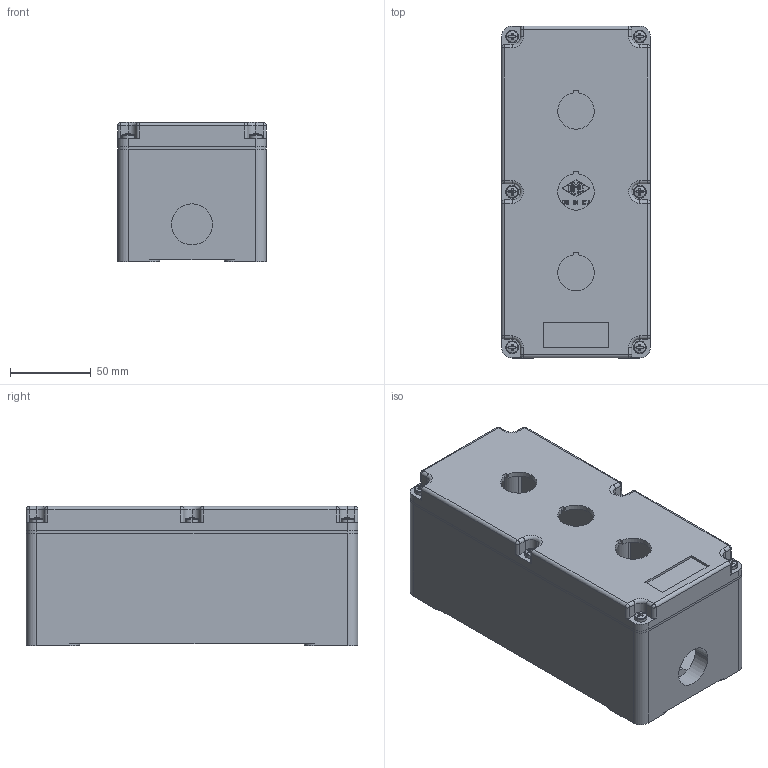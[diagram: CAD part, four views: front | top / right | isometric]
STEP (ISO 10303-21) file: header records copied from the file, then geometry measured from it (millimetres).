
FILE_DESCRIPTION(('Creo Elements/Direct Modeling STEP Export'),'2;1');
FILE_NAME('A2B_0920.03.stp','2011-09-07T10:27:35',(''),(''),'Creo Elements/Direct Modeling STEP processor for AP214 (Solid Model)','Creo Elements/Direct Modeling 17.0C 05-Feb-2011 (C) Parametric Technology GmbH','');
FILE_SCHEMA(('AUTOMOTIVE_DESIGN { 1 0 10303 214 1 1 1 1 }'));
Length unit declared in the file: millimetre
Products named in the file (6): COPERCHIO_C_0920.03; CASSETTA_B_0920; GUARNIZIONE_0920; VITE_M4X20; VITE_M4X8_TERRA; A2B_0920.03
Assembly tree (11 placements, depth 2):
  A2B_0920.03
    VITE_M4X8_TERRA  x2
    VITE_M4X20  x6
    GUARNIZIONE_0920
    CASSETTA_B_0920
    COPERCHIO_C_0920.03
Bounding box: 92 x 205 x 86 mm (x, y, z)
Volume: 355829.5 mm3; surface area: 199550.2 mm2
Topology: 11 solids, 11 shells, 1183 faces, 3151 edges, 2073 vertices
Faces by surface type: plane 862, cylinder 267, sphere 28, torus 22, cone 4
Entity records: 38771 total; most frequent: ORIENTED_EDGE 5458, CARTESIAN_POINT 5356, DIRECTION 4939, EDGE_CURVE 2729, VECTOR 2171, LINE 2171, VERTEX_POINT 1801, AXIS2_PLACEMENT_3D 1384
